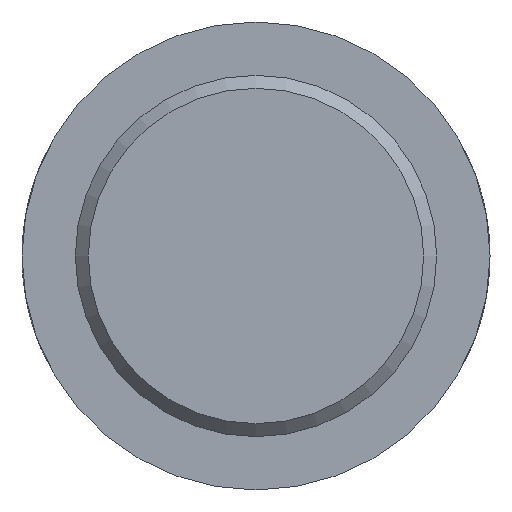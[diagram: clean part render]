
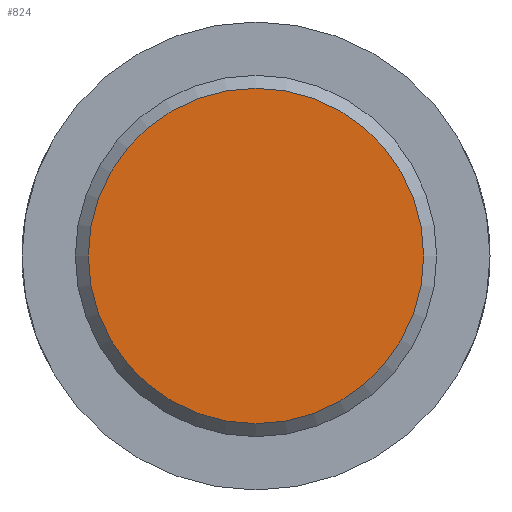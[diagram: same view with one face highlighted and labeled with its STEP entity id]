
A CAD part, front view. The second image highlights one B-rep face of the part: STEP entity #824.
In plain terms, the highlighted planar face has unit normal (0, -1, 0).
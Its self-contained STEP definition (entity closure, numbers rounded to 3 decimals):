
#100=PLANE('',#896);
#147=FACE_OUTER_BOUND('',#198,.T.);
#198=EDGE_LOOP('',(#570));
#328=CIRCLE('',#891,3.225);
#344=VERTEX_POINT('',#1123);
#430=EDGE_CURVE('',#344,#344,#328,.T.);
#570=ORIENTED_EDGE('',*,*,#430,.F.);
#824=ADVANCED_FACE('',(#147),#100,.T.);
#891=AXIS2_PLACEMENT_3D('',#1124,#957,#958);
#896=AXIS2_PLACEMENT_3D('',#1134,#969,#970);
#957=DIRECTION('center_axis',(0.,1.,0.));
#958=DIRECTION('ref_axis',(-1.,0.,0.));
#969=DIRECTION('center_axis',(0.,-1.,0.));
#970=DIRECTION('ref_axis',(-1.,0.,0.));
#1123=CARTESIAN_POINT('',(3.225,0.,50.));
#1124=CARTESIAN_POINT('Origin',(0.,0.,50.));
#1134=CARTESIAN_POINT('Origin',(0.,0.,50.));
